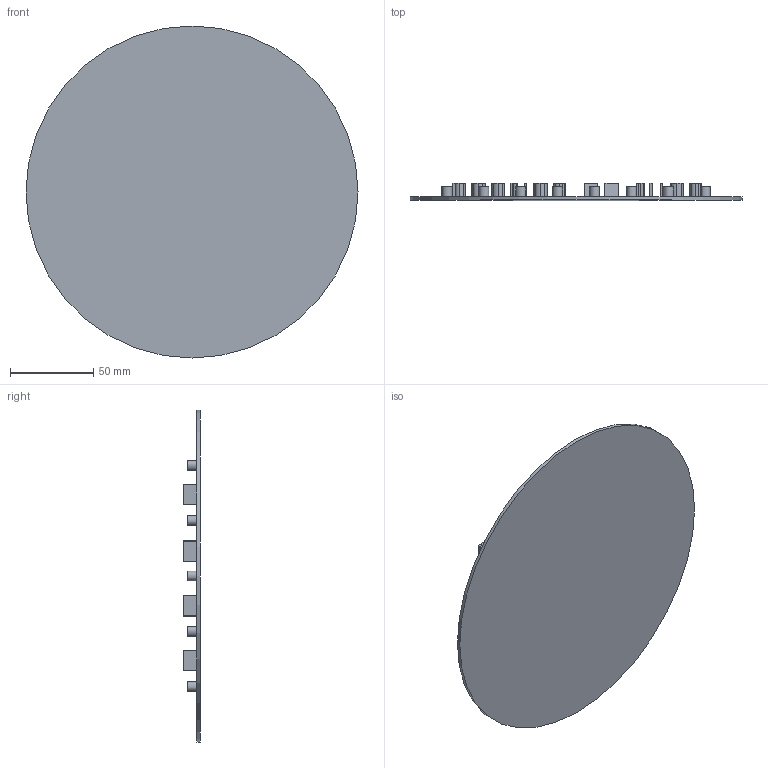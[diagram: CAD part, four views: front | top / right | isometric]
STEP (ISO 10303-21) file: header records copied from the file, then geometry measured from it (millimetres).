
FILE_DESCRIPTION(/* description */ (''),/* implementation_level */ '2;1');
FILE_NAME(/* name */ 'flex_dimpled_mat_beetles_flies v3.step',/* time_stamp */ '2021-03-21T01:38:03-07:00',/* author */ (''),/* organization */ (''),/* preprocessor_version */ 'ST-DEVELOPER v18.1',/* originating_system */ 'Autodesk Translation Framework v9.10.0.1330',/* authorisation */ '');
FILE_SCHEMA (('AUTOMOTIVE_DESIGN { 1 0 10303 214 3 1 1 }'));
Length unit declared in the file: millimetre
Products named in the file (1): ninjaflex_dimpled_mat_beetles_flies
Bounding box: 200 x 10 x 200 mm (x, y, z)
Volume: 81255.7 mm3; surface area: 87071.4 mm2
Topology: 1 solids, 1 shells, 1099 faces, 2943 edges, 1962 vertices
Faces by surface type: bspline 644, plane 418, cylinder 37
Full cylindrical faces by diameter (mm): 6 x36, 200 x1
Entity records: 40111 total; most frequent: CARTESIAN_POINT 16953, ORIENTED_EDGE 5886, EDGE_CURVE 2943, DIRECTION 2641, VERTEX_POINT 1962, LINE 1581, VECTOR 1581, B_SPLINE_CURVE_WITH_KNOTS 1288
